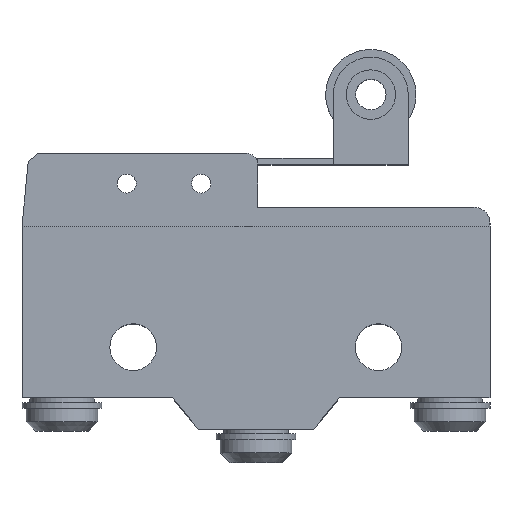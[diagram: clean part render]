
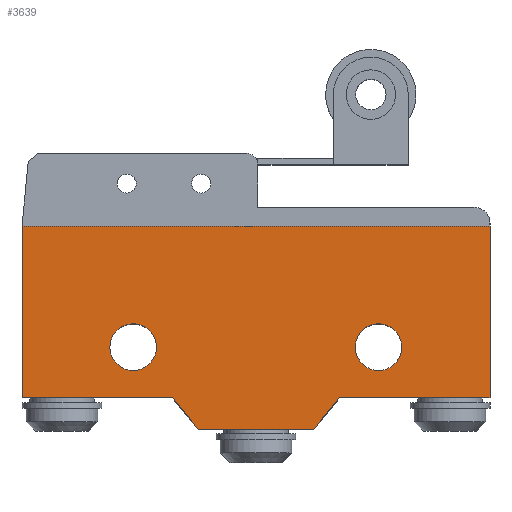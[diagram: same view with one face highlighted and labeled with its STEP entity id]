
A CAD part, top view. The second image highlights one B-rep face of the part: STEP entity #3639.
In plain terms, the highlighted planar face has unit normal (0, 0, 1).
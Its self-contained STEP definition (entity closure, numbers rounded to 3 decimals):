
#3296=CARTESIAN_POINT('',(11.686,7.766,17.5));
#3297=VERTEX_POINT('',#3296);
#3306=CARTESIAN_POINT('',(11.686,2.865,17.5));
#3307=VERTEX_POINT('',#3306);
#3308=CARTESIAN_POINT('',(11.686,5.316,17.5));
#3309=DIRECTION('',(0.0,0.0,1.0));
#3310=DIRECTION('',(0.0,1.0,0.0));
#3311=AXIS2_PLACEMENT_3D('',#3308,#3309,#3310);
#3312=CIRCLE('',#3311,2.45);
#3313=EDGE_CURVE('',#3297,#3307,#3312,.T.);
#3338=CARTESIAN_POINT('',(37.482,2.862,17.5));
#3339=VERTEX_POINT('',#3338);
#3348=CARTESIAN_POINT('',(37.482,7.77,17.5));
#3349=VERTEX_POINT('',#3348);
#3350=CARTESIAN_POINT('',(37.482,5.316,17.5));
#3351=DIRECTION('',(0.0,0.0,1.0));
#3352=DIRECTION('',(0.0,-1.0,0.0));
#3353=AXIS2_PLACEMENT_3D('',#3350,#3351,#3352);
#3354=CIRCLE('',#3353,2.454);
#3355=EDGE_CURVE('',#3339,#3349,#3354,.T.);
#3454=CARTESIAN_POINT('',(0.0,18.029,17.5));
#3455=VERTEX_POINT('',#3454);
#3480=CARTESIAN_POINT('',(49.2,18.029,17.5));
#3481=VERTEX_POINT('',#3480);
#3504=CARTESIAN_POINT('',(49.2,0.,17.5));
#3505=VERTEX_POINT('',#3504);
#3506=CARTESIAN_POINT('',(49.2,18.029,17.5));
#3507=DIRECTION('',(0.0,-1.0,0.0));
#3508=VECTOR('',#3507,18.029);
#3509=LINE('',#3506,#3508);
#3510=EDGE_CURVE('',#3481,#3505,#3509,.T.);
#3537=CARTESIAN_POINT('',(0.0,18.029,17.5));
#3538=DIRECTION('',(1.0,0.0,0.0));
#3539=VECTOR('',#3538,49.2);
#3540=LINE('',#3537,#3539);
#3541=EDGE_CURVE('',#3455,#3481,#3540,.T.);
#3546=CARTESIAN_POINT('',(24.6,9.211,17.5));
#3547=DIRECTION('',(0.0,0.0,1.0));
#3548=DIRECTION('',(1.0,0.0,0.0));
#3549=AXIS2_PLACEMENT_3D('',#3546,#3547,#3548);
#3550=PLANE('',#3549);
#3551=ORIENTED_EDGE('',*,*,#3541,.F.);
#3552=CARTESIAN_POINT('',(0.0,0.0,17.5));
#3553=VERTEX_POINT('',#3552);
#3554=CARTESIAN_POINT('',(0.0,0.0,17.5));
#3555=DIRECTION('',(0.0,1.0,0.0));
#3556=VECTOR('',#3555,18.029);
#3557=LINE('',#3554,#3556);
#3558=EDGE_CURVE('',#3553,#3455,#3557,.T.);
#3559=ORIENTED_EDGE('',*,*,#3558,.F.);
#3560=CARTESIAN_POINT('',(15.817,0.,17.5));
#3561=VERTEX_POINT('',#3560);
#3562=CARTESIAN_POINT('',(15.817,0.,17.5));
#3563=DIRECTION('',(-1.0,0.0,0.0));
#3564=VECTOR('',#3563,15.817);
#3565=LINE('',#3562,#3564);
#3566=EDGE_CURVE('',#3561,#3553,#3565,.T.);
#3567=ORIENTED_EDGE('',*,*,#3566,.F.);
#3568=CARTESIAN_POINT('',(18.528,-3.303,17.5));
#3569=VERTEX_POINT('',#3568);
#3570=CARTESIAN_POINT('',(18.528,-3.303,17.5));
#3571=DIRECTION('',(-0.634,0.773,0.0));
#3572=VECTOR('',#3571,4.273);
#3573=LINE('',#3570,#3572);
#3574=EDGE_CURVE('',#3569,#3561,#3573,.T.);
#3575=ORIENTED_EDGE('',*,*,#3574,.F.);
#3576=CARTESIAN_POINT('',(30.672,-3.303,17.5));
#3577=VERTEX_POINT('',#3576);
#3578=CARTESIAN_POINT('',(30.672,-3.303,17.5));
#3579=DIRECTION('',(-1.0,0.0,0.0));
#3580=VECTOR('',#3579,12.143);
#3581=LINE('',#3578,#3580);
#3582=EDGE_CURVE('',#3577,#3569,#3581,.T.);
#3583=ORIENTED_EDGE('',*,*,#3582,.F.);
#3584=CARTESIAN_POINT('',(33.384,0.,17.5));
#3585=VERTEX_POINT('',#3584);
#3586=CARTESIAN_POINT('',(33.384,0.,17.5));
#3587=DIRECTION('',(-0.635,-0.773,0.0));
#3588=VECTOR('',#3587,4.274);
#3589=LINE('',#3586,#3588);
#3590=EDGE_CURVE('',#3585,#3577,#3589,.T.);
#3591=ORIENTED_EDGE('',*,*,#3590,.F.);
#3592=CARTESIAN_POINT('',(49.2,0.,17.5));
#3593=DIRECTION('',(-1.0,0.0,0.0));
#3594=VECTOR('',#3593,15.816);
#3595=LINE('',#3592,#3594);
#3596=EDGE_CURVE('',#3505,#3585,#3595,.T.);
#3597=ORIENTED_EDGE('',*,*,#3596,.F.);
#3598=ORIENTED_EDGE('',*,*,#3510,.F.);
#3599=EDGE_LOOP('',(#3551,#3559,#3567,#3575,#3583,#3591,#3597,#3598));
#3600=FACE_OUTER_BOUND('',#3599,.T.);
#3601=CARTESIAN_POINT('',(14.137,5.316,17.5));
#3602=VERTEX_POINT('',#3601);
#3603=CARTESIAN_POINT('',(11.686,5.316,17.5));
#3604=DIRECTION('',(0.0,0.0,1.0));
#3605=DIRECTION('',(0.0,1.0,0.0));
#3606=AXIS2_PLACEMENT_3D('',#3603,#3604,#3605);
#3607=CIRCLE('',#3606,2.45);
#3608=EDGE_CURVE('',#3602,#3297,#3607,.T.);
#3609=ORIENTED_EDGE('',*,*,#3608,.F.);
#3610=CARTESIAN_POINT('',(11.686,5.316,17.5));
#3611=DIRECTION('',(0.0,0.0,1.0));
#3612=DIRECTION('',(0.0,1.0,0.0));
#3613=AXIS2_PLACEMENT_3D('',#3610,#3611,#3612);
#3614=CIRCLE('',#3613,2.45);
#3615=EDGE_CURVE('',#3307,#3602,#3614,.T.);
#3616=ORIENTED_EDGE('',*,*,#3615,.F.);
#3617=ORIENTED_EDGE('',*,*,#3313,.F.);
#3618=EDGE_LOOP('',(#3609,#3616,#3617));
#3619=FACE_BOUND('',#3618,.T.);
#3620=CARTESIAN_POINT('',(35.028,5.316,17.5));
#3621=VERTEX_POINT('',#3620);
#3622=CARTESIAN_POINT('',(37.482,5.316,17.5));
#3623=DIRECTION('',(0.0,0.0,1.0));
#3624=DIRECTION('',(0.0,-1.0,0.0));
#3625=AXIS2_PLACEMENT_3D('',#3622,#3623,#3624);
#3626=CIRCLE('',#3625,2.454);
#3627=EDGE_CURVE('',#3621,#3339,#3626,.T.);
#3628=ORIENTED_EDGE('',*,*,#3627,.F.);
#3629=CARTESIAN_POINT('',(37.482,5.316,17.5));
#3630=DIRECTION('',(0.0,0.0,1.0));
#3631=DIRECTION('',(0.0,-1.0,0.0));
#3632=AXIS2_PLACEMENT_3D('',#3629,#3630,#3631);
#3633=CIRCLE('',#3632,2.454);
#3634=EDGE_CURVE('',#3349,#3621,#3633,.T.);
#3635=ORIENTED_EDGE('',*,*,#3634,.F.);
#3636=ORIENTED_EDGE('',*,*,#3355,.F.);
#3637=EDGE_LOOP('',(#3628,#3635,#3636));
#3638=FACE_BOUND('',#3637,.T.);
#3639=ADVANCED_FACE('',(#3600,#3619,#3638),#3550,.T.);
